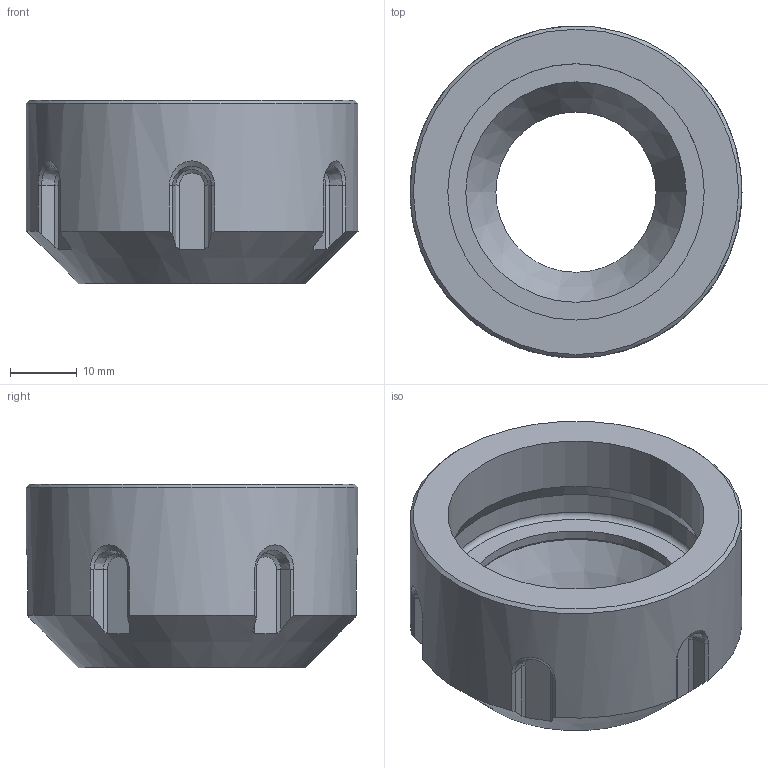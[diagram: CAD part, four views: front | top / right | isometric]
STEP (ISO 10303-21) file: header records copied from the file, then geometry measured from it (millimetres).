
FILE_DESCRIPTION(/* description */ (''),/* implementation_level */ '2;1');
FILE_NAME(/* name */ '343220000.stp',/* time_stamp */ '2022-09-21T13:49:33',/* author */ ('Ratnasingam Jekanthan'),/* organization */ ('REGO-FIX'),/* preprocessor_version */ ' Unknown',/* originating_system */ 'SIEMENS PLM Software Solid Edge ST10',/* authorization */ 'Unknown');
FILE_SCHEMA (('AUTOMOTIVE_DESIGN { 1 0 10303 214 2 1 1}'));
Length unit declared in the file: millimetre
Products named in the file (1): NOCUT
Bounding box: 49.7 x 49.7 x 27.5 mm (x, y, z)
Volume: 22389.3 mm3; surface area: 9418.7 mm2
Topology: 1 solids, 1 shells, 76 faces, 185 edges, 113 vertices
Faces by surface type: plane 46, cone 23, cylinder 5, torus 2
Full cylindrical faces by diameter (mm): 24 x1, 33 x1, 38.376 x1, 40.5 x1, 49.7 x1
Entity records: 2754 total; most frequent: CARTESIAN_POINT 428, DIRECTION 394, ORIENTED_EDGE 342, EDGE_CURVE 171, AXIS2_PLACEMENT_3D 155, VERTEX_POINT 111, EDGE_LOOP 92, FACE_BOUND 92
